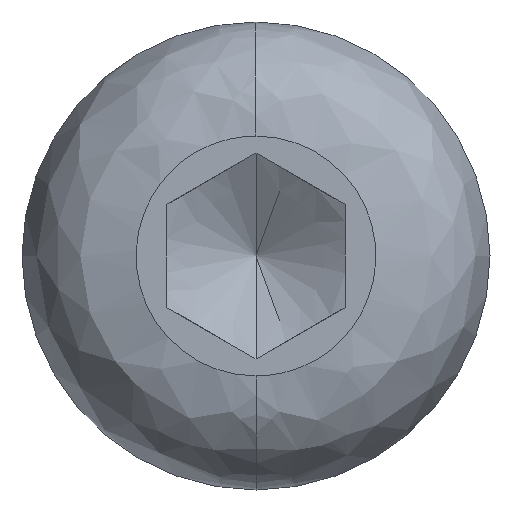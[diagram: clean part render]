
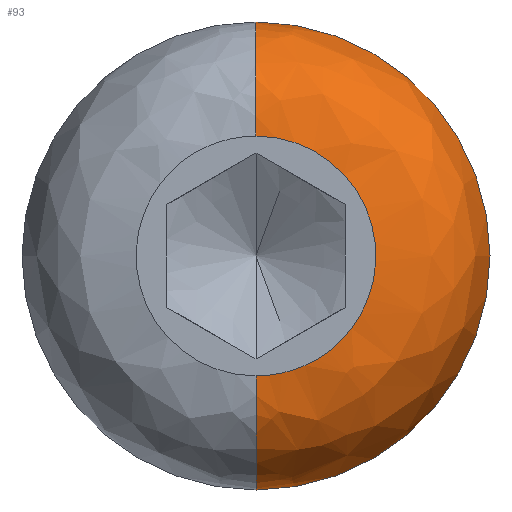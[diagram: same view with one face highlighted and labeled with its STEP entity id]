
A CAD part, left-side view. The second image highlights one B-rep face of the part: STEP entity #93.
In plain terms, the highlighted free-form (B-spline) face has degree [3, 3] with [4, 4] control points.
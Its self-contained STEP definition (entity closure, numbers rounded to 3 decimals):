
#6 = CARTESIAN_POINT ( 'NONE',  ( -0.74, 0., -5.25 ) ) ;
#12 = VERTEX_POINT ( 'NONE', #325 ) ;
#41 = DIRECTION ( 'NONE',  ( 0., 0., -1. ) ) ;
#51 = CARTESIAN_POINT ( 'NONE',  ( -2.24, -10.5, 5.25 ) ) ;
#52 = CARTESIAN_POINT ( 'NONE',  ( -3.3, -5.38, -2.69 ) ) ;
#58 = EDGE_CURVE ( 'NONE', #12, #562, #441, .T. ) ;
#71 = FACE_OUTER_BOUND ( 'NONE', #572, .T. ) ;
#93 = ADVANCED_FACE ( 'NONE', ( #71 ), #245, .T. ) ;
#96 = CARTESIAN_POINT ( 'NONE',  ( -0.74, 0., 2.69 ) ) ;
#99 = CARTESIAN_POINT ( 'NONE',  ( -0.74, 0., -2.69 ) ) ;
#105 = CARTESIAN_POINT ( 'NONE',  ( -3.3, 0., 2.69 ) ) ;
#116 = ORIENTED_EDGE ( 'NONE', *, *, #443, .T. ) ;
#145 = CARTESIAN_POINT ( 'NONE',  ( -2.24, 0., -5.25 ) ) ;
#161 =( BOUNDED_CURVE ( )  B_SPLINE_CURVE ( 3, ( #345, #566, #52, #255 ),
 .UNSPECIFIED., .F., .F. ) 
 B_SPLINE_CURVE_WITH_KNOTS ( ( 4, 4 ),
 ( 0.75, 1.25 ),
 .UNSPECIFIED. ) 
 CURVE ( )  GEOMETRIC_REPRESENTATION_ITEM ( )  RATIONAL_B_SPLINE_CURVE ( ( 1., 0.333, 0.333, 1. ) ) 
 REPRESENTATION_ITEM ( '' )  );
#167 = CARTESIAN_POINT ( 'NONE',  ( -3.3, 0., 2.69 ) ) ;
#187 = CARTESIAN_POINT ( 'NONE',  ( -3.3, 0., -2.69 ) ) ;
#203 = AXIS2_PLACEMENT_3D ( 'NONE', #96, #388, #527 ) ;
#205 = CARTESIAN_POINT ( 'NONE',  ( -0.74, 0., -5.25 ) ) ;
#210 = CARTESIAN_POINT ( 'NONE',  ( -3.3, -8.379, -4.19 ) ) ;
#245 =( BOUNDED_SURFACE ( )  B_SPLINE_SURFACE ( 3, 3, ( 
 ( #430, #296, #252, #6 ),
 ( #341, #51, #427, #145 ),
 ( #473, #448, #210, #544 ),
 ( #167, #535, #312, #272 ) ),
 .UNSPECIFIED., .F., .F., .F. ) 
 B_SPLINE_SURFACE_WITH_KNOTS ( ( 4, 4 ),
 ( 4, 4 ),
 ( 0., 1. ),
 ( 0., 1. ),
 .UNSPECIFIED. ) 
 GEOMETRIC_REPRESENTATION_ITEM ( )  RATIONAL_B_SPLINE_SURFACE ( (
 ( 1., 0.333, 0.333, 1.),
 ( 0.805, 0.268, 0.268, 0.805),
 ( 0.805, 0.268, 0.268, 0.805),
 ( 1., 0.333, 0.333, 1.) ) ) 
 REPRESENTATION_ITEM ( '' )  SURFACE ( )  );
#252 = CARTESIAN_POINT ( 'NONE',  ( -0.74, -10.5, -5.25 ) ) ;
#255 = CARTESIAN_POINT ( 'NONE',  ( -3.3, 0., -2.69 ) ) ;
#267 = VERTEX_POINT ( 'NONE', #187 ) ;
#272 = CARTESIAN_POINT ( 'NONE',  ( -3.3, 0., -2.69 ) ) ;
#278 = CIRCLE ( 'NONE', #428, 2.56 ) ;
#296 = CARTESIAN_POINT ( 'NONE',  ( -0.74, -10.5, 5.25 ) ) ;
#312 = CARTESIAN_POINT ( 'NONE',  ( -3.3, -5.38, -2.69 ) ) ;
#325 = CARTESIAN_POINT ( 'NONE',  ( -0.74, 0., 5.25 ) ) ;
#331 = DIRECTION ( 'NONE',  ( 1., 0., 0. ) ) ;
#332 = ORIENTED_EDGE ( 'NONE', *, *, #58, .F. ) ;
#341 = CARTESIAN_POINT ( 'NONE',  ( -2.24, 0., 5.25 ) ) ;
#345 = CARTESIAN_POINT ( 'NONE',  ( -3.3, 0., 2.69 ) ) ;
#388 = DIRECTION ( 'NONE',  ( 0., -1., 0. ) ) ;
#414 = CIRCLE ( 'NONE', #203, 2.56 ) ;
#423 = ORIENTED_EDGE ( 'NONE', *, *, #465, .T. ) ;
#427 = CARTESIAN_POINT ( 'NONE',  ( -2.24, -10.5, -5.25 ) ) ;
#428 = AXIS2_PLACEMENT_3D ( 'NONE', #99, #474, #437 ) ;
#430 = CARTESIAN_POINT ( 'NONE',  ( -0.74, 0., 5.25 ) ) ;
#436 = EDGE_CURVE ( 'NONE', #562, #267, #278, .T. ) ;
#437 = DIRECTION ( 'NONE',  ( 0., 0., -1. ) ) ;
#441 = CIRCLE ( 'NONE', #520, 5.25 ) ;
#443 = EDGE_CURVE ( 'NONE', #12, #583, #414, .T. ) ;
#448 = CARTESIAN_POINT ( 'NONE',  ( -3.3, -8.379, 4.19 ) ) ;
#465 = EDGE_CURVE ( 'NONE', #583, #267, #161, .T. ) ;
#473 = CARTESIAN_POINT ( 'NONE',  ( -3.3, 0., 4.19 ) ) ;
#474 = DIRECTION ( 'NONE',  ( 0., 1., 0. ) ) ;
#520 = AXIS2_PLACEMENT_3D ( 'NONE', #603, #331, #41 ) ;
#527 = DIRECTION ( 'NONE',  ( 0., 0., 1. ) ) ;
#535 = CARTESIAN_POINT ( 'NONE',  ( -3.3, -5.38, 2.69 ) ) ;
#544 = CARTESIAN_POINT ( 'NONE',  ( -3.3, 0., -4.19 ) ) ;
#562 = VERTEX_POINT ( 'NONE', #205 ) ;
#566 = CARTESIAN_POINT ( 'NONE',  ( -3.3, -5.38, 2.69 ) ) ;
#572 = EDGE_LOOP ( 'NONE', ( #332, #116, #423, #578 ) ) ;
#578 = ORIENTED_EDGE ( 'NONE', *, *, #436, .F. ) ;
#583 = VERTEX_POINT ( 'NONE', #105 ) ;
#603 = CARTESIAN_POINT ( 'NONE',  ( -0.74, 0., 0. ) ) ;
